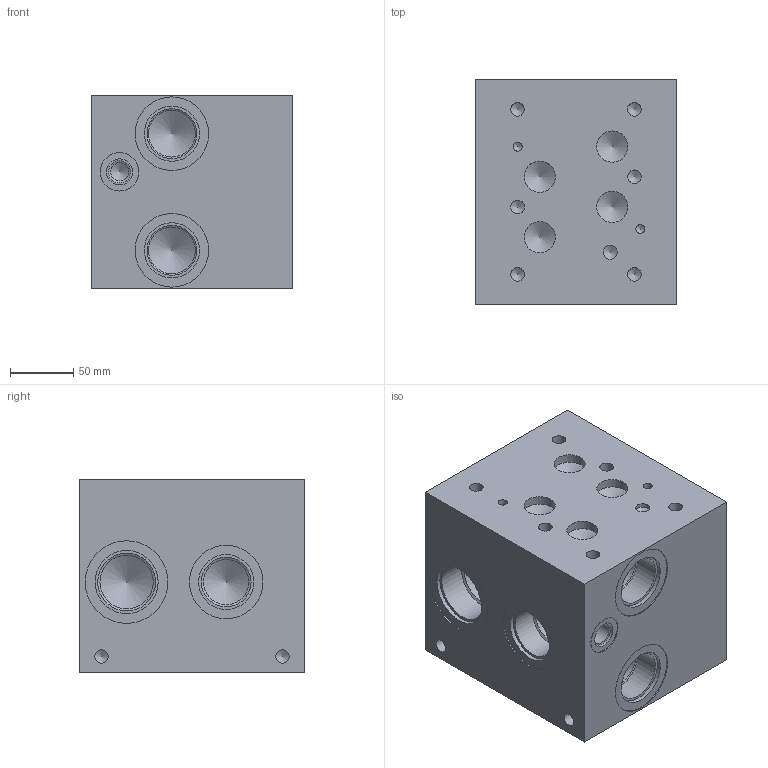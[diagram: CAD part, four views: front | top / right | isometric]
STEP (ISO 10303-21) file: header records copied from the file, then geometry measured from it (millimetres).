
FILE_DESCRIPTION((''),'2;1');
FILE_NAME('AD08HP015S_C.stp','2013-05-22T08:25:49',('trevorh'),(''),'Autodesk Inventor 2012','Autodesk Inventor 2012','');
FILE_SCHEMA(('AUTOMOTIVE_DESIGN { 1 0 10303 214 1 1 1 1 }'));
Length unit declared in the file: millimetre
Products named in the file (1): AD08HP015S_C
Bounding box: 158.75 x 177.8 x 152.4 mm (x, y, z)
Volume: 3883896.7 mm3; surface area: 208320.9 mm2
Topology: 1 solids, 1 shells, 106 faces, 221 edges, 133 vertices
Faces by surface type: cylinder 50, cone 34, plane 22
Full cylindrical faces by diameter (mm): 7.137 x2, 10.719 x10, 11.125 x1, 14.275 x1, 17.501 x1, 19.05 x1, 20.599 x1, 24.613 x4, 28.626 x1, 30.251 x1, 31.344 x1, 35.585 x1, 35.712 x2, 36.906 x2, 39.218 x4, 42.062 x2, 43.51 x4, 44.45 x1, 45.568 x2, 49.809 x2, 57.963 x4, 65.151 x2
Entity records: 2182 total; most frequent: DIRECTION 426, CARTESIAN_POINT 327, ORIENTED_EDGE 224, AXIS2_PLACEMENT_3D 207, EDGE_LOOP 206, EDGE_CURVE 112, VERTEX_POINT 108, FACE_OUTER_BOUND 106
